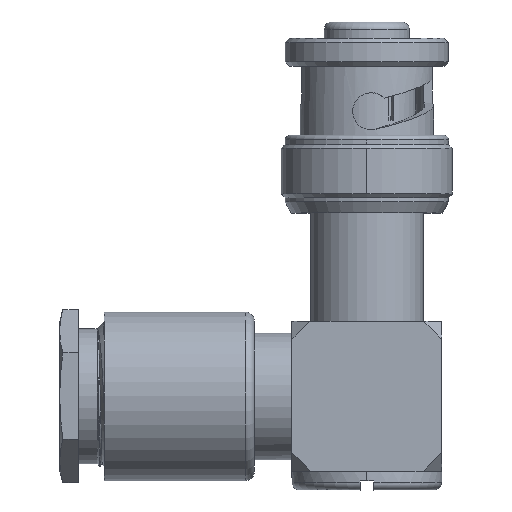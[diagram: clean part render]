
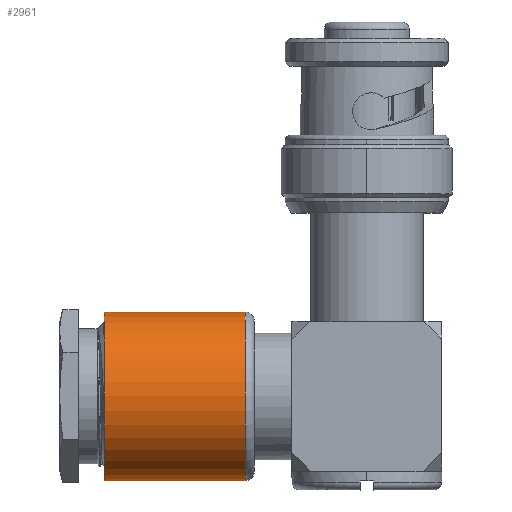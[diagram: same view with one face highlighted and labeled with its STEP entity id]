
A CAD part, top view. The second image highlights one B-rep face of the part: STEP entity #2961.
In plain terms, the highlighted cylindrical face has radius 7.137 mm (diameter 14.275 mm), a partial arc.
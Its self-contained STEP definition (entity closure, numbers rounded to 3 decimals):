
#16=CARTESIAN_POINT('',(11.938,0.,0.));
#17=DIRECTION('',(-1.,0.,0.));
#18=DIRECTION('',(0.,-1.,0.));
#19=AXIS2_PLACEMENT_3D('',#16,#17,#18);
#21=DIRECTION('',(-1.,0.,0.));
#22=VECTOR('',#21,11.938);
#23=CARTESIAN_POINT('',(11.938,-7.137,0.));
#24=LINE('',#23,#22);
#25=DIRECTION('',(-1.,0.,0.));
#26=VECTOR('',#25,11.938);
#27=CARTESIAN_POINT('',(11.938,7.137,0.));
#28=LINE('',#27,#26);
#29=CARTESIAN_POINT('',(0.,0.,0.));
#30=DIRECTION('',(1.,0.,0.));
#31=DIRECTION('',(0.,1.,0.));
#32=AXIS2_PLACEMENT_3D('',#29,#30,#31);
#2425=CARTESIAN_POINT('',(0.,7.137,0.));
#2426=CARTESIAN_POINT('',(0.,-7.137,0.));
#2427=VERTEX_POINT('',#2425);
#2428=VERTEX_POINT('',#2426);
#2433=CARTESIAN_POINT('',(11.938,7.137,0.));
#2434=CARTESIAN_POINT('',(11.938,-7.137,0.));
#2435=VERTEX_POINT('',#2433);
#2436=VERTEX_POINT('',#2434);
#2949=CARTESIAN_POINT('',(17.202,0.,0.));
#2950=DIRECTION('',(-1.,0.,0.));
#2951=DIRECTION('',(0.,1.,0.));
#2952=AXIS2_PLACEMENT_3D('',#2949,#2950,#2951);
#2953=CYLINDRICAL_SURFACE('',#2952,7.137);
#2954=ORIENTED_EDGE('',*,*,#2940,.F.);
#2955=ORIENTED_EDGE('',*,*,#2915,.T.);
#2957=ORIENTED_EDGE('',*,*,#2956,.F.);
#2958=ORIENTED_EDGE('',*,*,#2911,.F.);
#2959=EDGE_LOOP('',(#2954,#2955,#2957,#2958));
#2960=FACE_OUTER_BOUND('',#2959,.F.);
#2961=ADVANCED_FACE('',(#2960),#2953,.T.);
#20=CIRCLE('',#19,7.137);
#33=CIRCLE('',#32,7.137);
#2911=EDGE_CURVE('',#2435,#2427,#28,.T.);
#2915=EDGE_CURVE('',#2436,#2428,#24,.T.);
#2940=EDGE_CURVE('',#2436,#2435,#20,.T.);
#2956=EDGE_CURVE('',#2427,#2428,#33,.T.);
